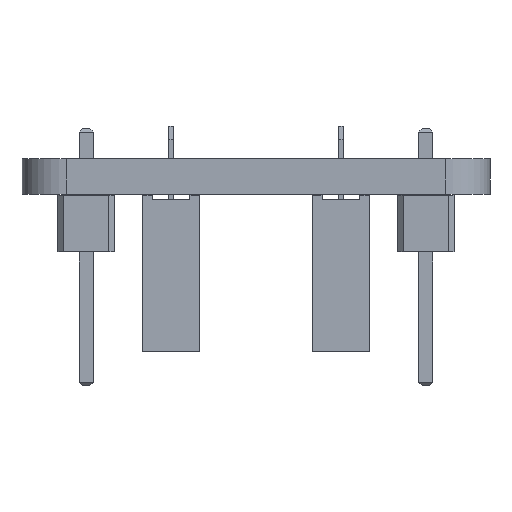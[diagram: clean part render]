
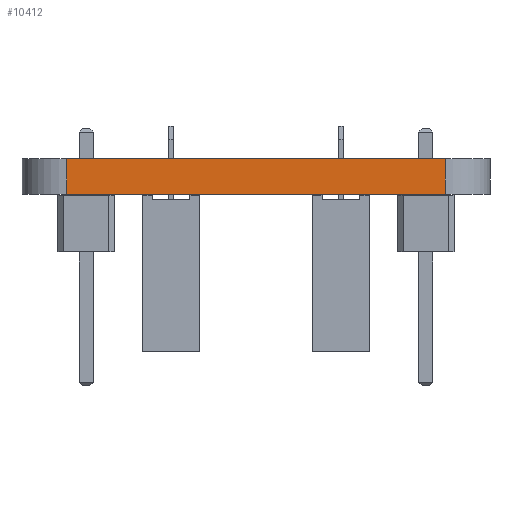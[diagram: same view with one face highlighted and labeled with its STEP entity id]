
A CAD part, front view. The second image highlights one B-rep face of the part: STEP entity #10412.
In plain terms, the highlighted planar face has unit normal (0, -1, 0).
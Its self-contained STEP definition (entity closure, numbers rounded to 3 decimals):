
#9588 = VERTEX_POINT('',#9589);
#9589 = CARTESIAN_POINT('',(114.69,-86.331,0.));
#9596 = EDGE_CURVE('',#9597,#9588,#9599,.T.);
#9597 = VERTEX_POINT('',#9598);
#9598 = CARTESIAN_POINT('',(131.69,-86.331,0.));
#9599 = LINE('',#9600,#9601);
#9600 = CARTESIAN_POINT('',(131.69,-86.331,0.));
#9601 = VECTOR('',#9602,1.);
#9602 = DIRECTION('',(-1.,0.,0.));
#9948 = VERTEX_POINT('',#9949);
#9949 = CARTESIAN_POINT('',(114.69,-86.331,1.6));
#9956 = EDGE_CURVE('',#9957,#9948,#9959,.T.);
#9957 = VERTEX_POINT('',#9958);
#9958 = CARTESIAN_POINT('',(131.69,-86.331,1.6));
#9959 = LINE('',#9960,#9961);
#9960 = CARTESIAN_POINT('',(131.69,-86.331,1.6));
#9961 = VECTOR('',#9962,1.);
#9962 = DIRECTION('',(-1.,0.,0.));
#10382 = EDGE_CURVE('',#9588,#9948,#10383,.T.);
#10383 = LINE('',#10384,#10385);
#10384 = CARTESIAN_POINT('',(114.69,-86.331,0.));
#10385 = VECTOR('',#10386,1.);
#10386 = DIRECTION('',(0.,0.,1.));
#10401 = EDGE_CURVE('',#9597,#9957,#10402,.T.);
#10402 = LINE('',#10403,#10404);
#10403 = CARTESIAN_POINT('',(131.69,-86.331,0.));
#10404 = VECTOR('',#10405,1.);
#10405 = DIRECTION('',(0.,0.,1.));
#10412 = ADVANCED_FACE('',(#10413),#10419,.T.);
#10413 = FACE_BOUND('',#10414,.T.);
#10414 = EDGE_LOOP('',(#10415,#10416,#10417,#10418));
#10415 = ORIENTED_EDGE('',*,*,#10401,.T.);
#10416 = ORIENTED_EDGE('',*,*,#9956,.T.);
#10417 = ORIENTED_EDGE('',*,*,#10382,.F.);
#10418 = ORIENTED_EDGE('',*,*,#9596,.F.);
#10419 = PLANE('',#10420);
#10420 = AXIS2_PLACEMENT_3D('',#10421,#10422,#10423);
#10421 = CARTESIAN_POINT('',(131.69,-86.331,0.));
#10422 = DIRECTION('',(0.,-1.,0.));
#10423 = DIRECTION('',(-1.,0.,0.));
